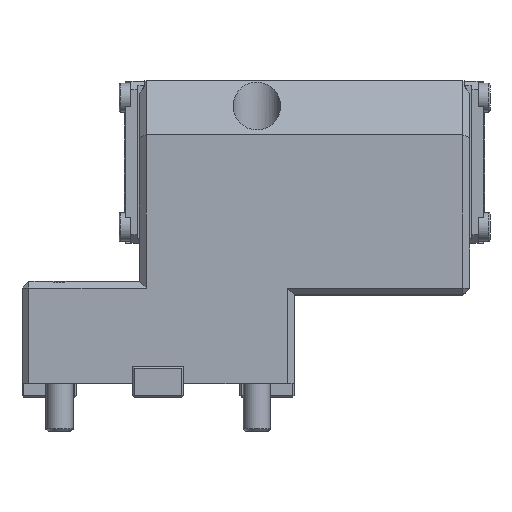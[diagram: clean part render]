
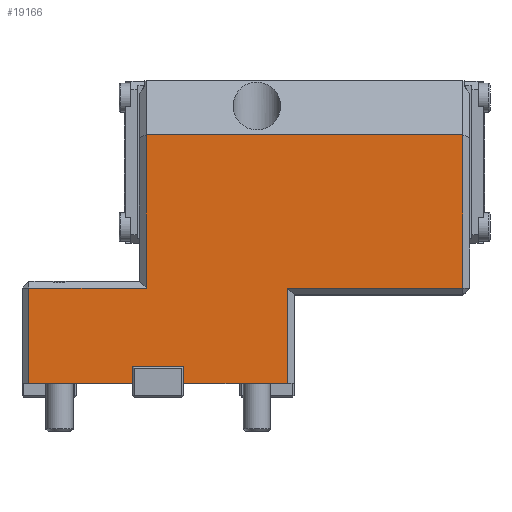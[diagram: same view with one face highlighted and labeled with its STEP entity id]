
A CAD part, top view. The second image highlights one B-rep face of the part: STEP entity #19166.
In plain terms, the highlighted planar face has unit normal (0, 0, 1).
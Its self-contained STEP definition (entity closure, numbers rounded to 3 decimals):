
#566 = AXIS2_PLACEMENT_3D ( 'NONE', #5880, #4361, #10233 ) ;
#1088 = LINE ( 'NONE', #11248, #13524 ) ;
#1322 = DIRECTION ( 'NONE',  ( 0., -1., 0. ) ) ;
#1344 = CARTESIAN_POINT ( 'NONE',  ( -7.5, 5., 37.5 ) ) ;
#1746 = EDGE_CURVE ( 'NONE', #17725, #6652, #14382, .T. ) ;
#1806 = ORIENTED_EDGE ( 'NONE', *, *, #1746, .T. ) ;
#1969 = CARTESIAN_POINT ( 'NONE',  ( 38., 26., 37.5 ) ) ;
#2038 = CARTESIAN_POINT ( 'NONE',  ( -38., 0., 37.5 ) ) ;
#2292 = LINE ( 'NONE', #15910, #17525 ) ;
#2323 = ORIENTED_EDGE ( 'NONE', *, *, #13043, .F. ) ;
#2494 = FACE_OUTER_BOUND ( 'NONE', #11429, .T. ) ;
#2908 = DIRECTION ( 'NONE',  ( -1., 0., 0. ) ) ;
#3030 = CARTESIAN_POINT ( 'NONE',  ( -38., 0., 37.5 ) ) ;
#3105 = VECTOR ( 'NONE', #7914, 1000. ) ;
#3299 = LINE ( 'NONE', #18057, #16909 ) ;
#3347 = EDGE_CURVE ( 'NONE', #5686, #13148, #7304, .T. ) ;
#3506 = VECTOR ( 'NONE', #6686, 1000. ) ;
#3526 = ORIENTED_EDGE ( 'NONE', *, *, #5989, .T. ) ;
#3705 = LINE ( 'NONE', #4550, #16868 ) ;
#3740 = LINE ( 'NONE', #1969, #3506 ) ;
#4239 = EDGE_CURVE ( 'NONE', #18024, #5686, #3299, .T. ) ;
#4361 = DIRECTION ( 'NONE',  ( 0., 0., -1. ) ) ;
#4550 = CARTESIAN_POINT ( 'NONE',  ( -40., 0., 37.5 ) ) ;
#4657 = CARTESIAN_POINT ( 'NONE',  ( -40., 0., 37.5 ) ) ;
#5340 = VERTEX_POINT ( 'NONE', #6017 ) ;
#5668 = LINE ( 'NONE', #6274, #3105 ) ;
#5686 = VERTEX_POINT ( 'NONE', #17419 ) ;
#5880 = CARTESIAN_POINT ( 'NONE',  ( 40., 0., 37.5 ) ) ;
#5989 = EDGE_CURVE ( 'NONE', #6652, #5340, #9036, .T. ) ;
#6017 = CARTESIAN_POINT ( 'NONE',  ( -3.5, 73., 37.5 ) ) ;
#6042 = ORIENTED_EDGE ( 'NONE', *, *, #10264, .T. ) ;
#6155 = DIRECTION ( 'NONE',  ( -1., 0., 0. ) ) ;
#6274 = CARTESIAN_POINT ( 'NONE',  ( 7.5, 5., 37.5 ) ) ;
#6652 = VERTEX_POINT ( 'NONE', #18789 ) ;
#6686 = DIRECTION ( 'NONE',  ( 0., 1., 0. ) ) ;
#6745 = VECTOR ( 'NONE', #11992, 1000. ) ;
#6933 = CARTESIAN_POINT ( 'NONE',  ( 7.5, 0., 37.5 ) ) ;
#7304 = LINE ( 'NONE', #3030, #16943 ) ;
#7307 = DIRECTION ( 'NONE',  ( 0., -1., 0. ) ) ;
#7369 = CARTESIAN_POINT ( 'NONE',  ( 89.5, 73., 37.5 ) ) ;
#7914 = DIRECTION ( 'NONE',  ( 0., -1., 0. ) ) ;
#8048 = VERTEX_POINT ( 'NONE', #11073 ) ;
#8244 = ORIENTED_EDGE ( 'NONE', *, *, #9191, .F. ) ;
#8342 = VECTOR ( 'NONE', #7307, 1000. ) ;
#8470 = CARTESIAN_POINT ( 'NONE',  ( 38., 0., 37.5 ) ) ;
#8601 = ORIENTED_EDGE ( 'NONE', *, *, #4239, .T. ) ;
#8766 = VECTOR ( 'NONE', #11618, 1000. ) ;
#8909 = EDGE_CURVE ( 'NONE', #9412, #13148, #3705, .T. ) ;
#9036 = LINE ( 'NONE', #13418, #13982 ) ;
#9191 = EDGE_CURVE ( 'NONE', #14711, #19028, #13275, .T. ) ;
#9409 = VERTEX_POINT ( 'NONE', #15472 ) ;
#9412 = VERTEX_POINT ( 'NONE', #12266 ) ;
#9835 = LINE ( 'NONE', #16294, #18794 ) ;
#10233 = DIRECTION ( 'NONE',  ( -1., 0., 0. ) ) ;
#10264 = EDGE_CURVE ( 'NONE', #5340, #18024, #17489, .T. ) ;
#10563 = DIRECTION ( 'NONE',  ( -1., 0., 0. ) ) ;
#10795 = DIRECTION ( 'NONE',  ( 1., 0., 0. ) ) ;
#11073 = CARTESIAN_POINT ( 'NONE',  ( 38., 28., 37.5 ) ) ;
#11248 = CARTESIAN_POINT ( 'NONE',  ( 91.5, 28., 37.5 ) ) ;
#11429 = EDGE_LOOP ( 'NONE', ( #14369, #1806, #3526, #6042, #8601, #15307, #13576, #2323, #13040, #18982, #8244, #16258 ) ) ;
#11618 = DIRECTION ( 'NONE',  ( 0., 1., 0. ) ) ;
#11992 = DIRECTION ( 'NONE',  ( -1., 0., 0. ) ) ;
#12266 = CARTESIAN_POINT ( 'NONE',  ( -7.5, 0., 37.5 ) ) ;
#12952 = VERTEX_POINT ( 'NONE', #1344 ) ;
#13040 = ORIENTED_EDGE ( 'NONE', *, *, #19053, .F. ) ;
#13043 = EDGE_CURVE ( 'NONE', #12952, #9412, #9835, .T. ) ;
#13148 = VERTEX_POINT ( 'NONE', #2038 ) ;
#13275 = LINE ( 'NONE', #4657, #6745 ) ;
#13418 = CARTESIAN_POINT ( 'NONE',  ( -5.5, 73., 37.5 ) ) ;
#13524 = VECTOR ( 'NONE', #10795, 1000. ) ;
#13528 = EDGE_CURVE ( 'NONE', #14711, #8048, #3740, .T. ) ;
#13576 = ORIENTED_EDGE ( 'NONE', *, *, #8909, .F. ) ;
#13982 = VECTOR ( 'NONE', #6155, 1000. ) ;
#14369 = ORIENTED_EDGE ( 'NONE', *, *, #18909, .T. ) ;
#14382 = LINE ( 'NONE', #7369, #8766 ) ;
#14711 = VERTEX_POINT ( 'NONE', #8470 ) ;
#14757 = CARTESIAN_POINT ( 'NONE',  ( -3.5, 30., 37.5 ) ) ;
#15005 = CARTESIAN_POINT ( 'NONE',  ( 89.5, 28., 37.5 ) ) ;
#15307 = ORIENTED_EDGE ( 'NONE', *, *, #3347, .T. ) ;
#15472 = CARTESIAN_POINT ( 'NONE',  ( 7.5, 5., 37.5 ) ) ;
#15910 = CARTESIAN_POINT ( 'NONE',  ( -7.5, 5., 37.5 ) ) ;
#16108 = DIRECTION ( 'NONE',  ( -1., 0., 0. ) ) ;
#16258 = ORIENTED_EDGE ( 'NONE', *, *, #13528, .T. ) ;
#16294 = CARTESIAN_POINT ( 'NONE',  ( -7.5, 5., 37.5 ) ) ;
#16868 = VECTOR ( 'NONE', #2908, 1000. ) ;
#16909 = VECTOR ( 'NONE', #10563, 1000. ) ;
#16943 = VECTOR ( 'NONE', #1322, 1000. ) ;
#17419 = CARTESIAN_POINT ( 'NONE',  ( -38., 28., 37.5 ) ) ;
#17489 = LINE ( 'NONE', #14757, #8342 ) ;
#17525 = VECTOR ( 'NONE', #16108, 1000. ) ;
#17725 = VERTEX_POINT ( 'NONE', #15005 ) ;
#17875 = DIRECTION ( 'NONE',  ( 0., -1., 0. ) ) ;
#18024 = VERTEX_POINT ( 'NONE', #18822 ) ;
#18057 = CARTESIAN_POINT ( 'NONE',  ( -40., 28., 37.5 ) ) ;
#18471 = EDGE_CURVE ( 'NONE', #9409, #19028, #5668, .T. ) ;
#18789 = CARTESIAN_POINT ( 'NONE',  ( 89.5, 73., 37.5 ) ) ;
#18794 = VECTOR ( 'NONE', #17875, 1000. ) ;
#18822 = CARTESIAN_POINT ( 'NONE',  ( -3.5, 28., 37.5 ) ) ;
#18909 = EDGE_CURVE ( 'NONE', #8048, #17725, #1088, .T. ) ;
#18982 = ORIENTED_EDGE ( 'NONE', *, *, #18471, .T. ) ;
#19028 = VERTEX_POINT ( 'NONE', #6933 ) ;
#19053 = EDGE_CURVE ( 'NONE', #9409, #12952, #2292, .T. ) ;
#19166 = ADVANCED_FACE ( 'NONE', ( #2494 ), #19315, .F. ) ;
#19315 = PLANE ( 'NONE',  #566 ) ;
